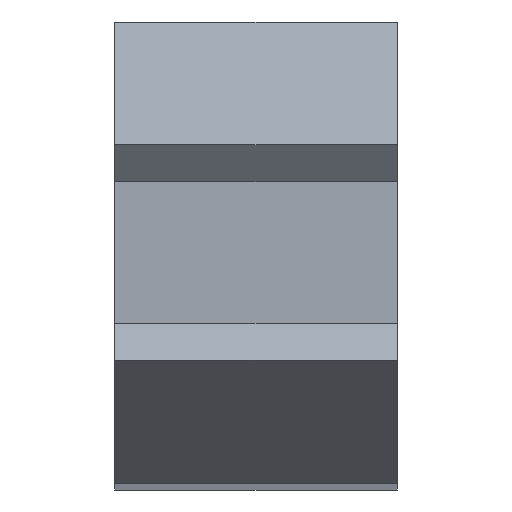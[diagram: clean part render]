
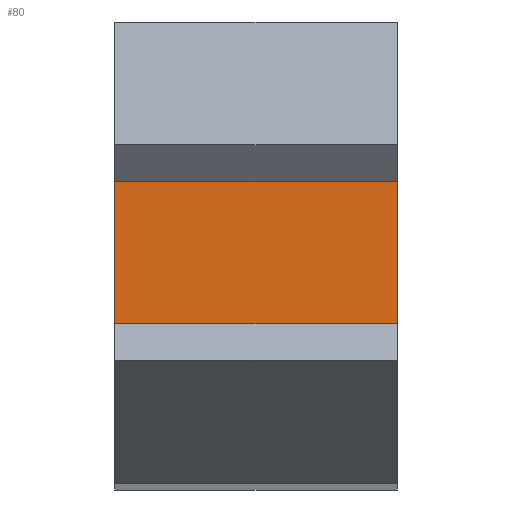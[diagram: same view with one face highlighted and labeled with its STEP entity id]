
A CAD part, top view. The second image highlights one B-rep face of the part: STEP entity #80.
In plain terms, the highlighted planar face has unit normal (0, 0, 1).
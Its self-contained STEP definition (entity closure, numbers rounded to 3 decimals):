
#2 = CARTESIAN_POINT ( 'NONE',  ( -9.5, 11.363, 240. ) ) ;
#18 = DIRECTION ( 'NONE',  ( 0., 0., -1. ) ) ;
#19 = ORIENTED_EDGE ( 'NONE', *, *, #71, .T. ) ;
#31 = EDGE_CURVE ( 'NONE', #346, #169, #290, .T. ) ;
#44 = LINE ( 'NONE', #297, #364 ) ;
#50 = CARTESIAN_POINT ( 'NONE',  ( 9.5, -15.5, 240. ) ) ;
#55 = CARTESIAN_POINT ( 'NONE',  ( 9.5, 11.363, 240. ) ) ;
#66 = DIRECTION ( 'NONE',  ( -1., 0., 0. ) ) ;
#71 = EDGE_CURVE ( 'NONE', #401, #91, #44, .T. ) ;
#73 = ORIENTED_EDGE ( 'NONE', *, *, #421, .F. ) ;
#74 = AXIS2_PLACEMENT_3D ( 'NONE', #409, #18, #335 ) ;
#79 = VECTOR ( 'NONE', #178, 1000. ) ;
#80 = ADVANCED_FACE ( 'NONE', ( #310 ), #81, .F. ) ;
#81 = PLANE ( 'NONE',  #74 ) ;
#91 = VERTEX_POINT ( 'NONE', #122 ) ;
#92 = EDGE_CURVE ( 'NONE', #169, #401, #165, .T. ) ;
#99 = LINE ( 'NONE', #278, #433 ) ;
#122 = CARTESIAN_POINT ( 'NONE',  ( -9.5, -11.363, 240. ) ) ;
#132 = VECTOR ( 'NONE', #334, 1000. ) ;
#150 = DIRECTION ( 'NONE',  ( 0., -1., 0. ) ) ;
#160 = ORIENTED_EDGE ( 'NONE', *, *, #92, .T. ) ;
#165 = LINE ( 'NONE', #235, #79 ) ;
#169 = VERTEX_POINT ( 'NONE', #55 ) ;
#178 = DIRECTION ( 'NONE',  ( -1., 0., 0. ) ) ;
#235 = CARTESIAN_POINT ( 'NONE',  ( 32.196, 11.363, 240. ) ) ;
#240 = ORIENTED_EDGE ( 'NONE', *, *, #31, .T. ) ;
#278 = CARTESIAN_POINT ( 'NONE',  ( 32.196, -11.363, 240. ) ) ;
#290 = LINE ( 'NONE', #50, #132 ) ;
#297 = CARTESIAN_POINT ( 'NONE',  ( -9.5, -15.5, 240. ) ) ;
#310 = FACE_OUTER_BOUND ( 'NONE', #333, .T. ) ;
#316 = CARTESIAN_POINT ( 'NONE',  ( 9.5, -11.363, 240. ) ) ;
#333 = EDGE_LOOP ( 'NONE', ( #19, #73, #240, #160 ) ) ;
#334 = DIRECTION ( 'NONE',  ( 0., 1., 0. ) ) ;
#335 = DIRECTION ( 'NONE',  ( -1., 0., 0. ) ) ;
#346 = VERTEX_POINT ( 'NONE', #316 ) ;
#364 = VECTOR ( 'NONE', #150, 1000. ) ;
#401 = VERTEX_POINT ( 'NONE', #2 ) ;
#409 = CARTESIAN_POINT ( 'NONE',  ( 0., 0., 240. ) ) ;
#421 = EDGE_CURVE ( 'NONE', #346, #91, #99, .T. ) ;
#433 = VECTOR ( 'NONE', #66, 1000. ) ;
